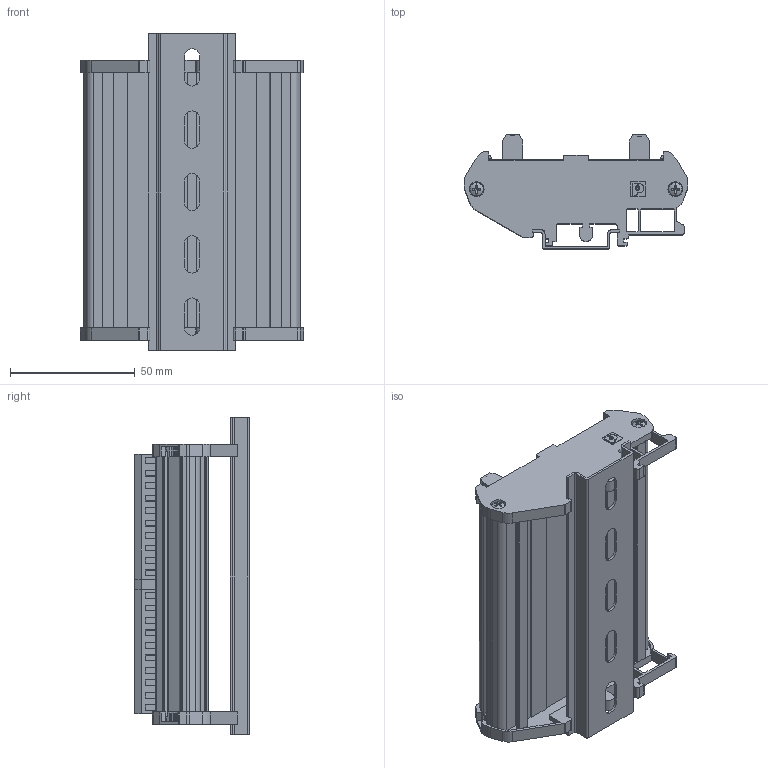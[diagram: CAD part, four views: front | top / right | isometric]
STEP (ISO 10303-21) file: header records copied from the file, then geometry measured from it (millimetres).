
FILE_DESCRIPTION (( 'STEP AP203' ), '1' );
FILE_NAME ('SERIAL TO PARRALEL CONVERTER.STEP', '2019-05-10T21:13:49', ( '' ), ( '' ), 'SwSTEP 2.0', 'SolidWorks 2017', '' );
FILE_SCHEMA (( 'CONFIG_CONTROL_DESIGN' ));
Length unit declared in the file: inch
Products named in the file (9): pan cross head_ai_CR-PHMS 0.112-40x0.25x0.25-N; 38362-003 DIN rail_38362-002; SERIAL TO PARRALEL CONVERTER; 62005-001; 62006-001; 62006-002; 72004-TAB TERMNIAL BLOCK_72004-10; 72004-TAB TERMNIAL BLOCK_72004-8; 41389 pcb
Assembly tree (12 placements, depth 2):
  SERIAL TO PARRALEL CONVERTER
    62005-001
    62006-001
    62006-002
    72004-TAB TERMNIAL BLOCK_72004-10  x2
    72004-TAB TERMNIAL BLOCK_72004-8
    41389 pcb
    pan cross head_ai_CR-PHMS 0.112-40x0.25x0.25-N  x4
    38362-003 DIN rail_38362-002
Bounding box: 89.6 x 45.83 x 127 mm (x, y, z)
Volume: 77243.4 mm3; surface area: 84849.2 mm2
Topology: 12 solids, 12 shells, 1452 faces, 3864 edges, 2562 vertices
Faces by surface type: plane 1020, cylinder 416, torus 8, sphere 8
Entity records: 39011 total; most frequent: CARTESIAN_POINT 6666, ORIENTED_EDGE 6552, DIRECTION 6488, EDGE_CURVE 3276, VECTOR 2484, LINE 2484, VERTEX_POINT 2180, AXIS2_PLACEMENT_3D 2002
